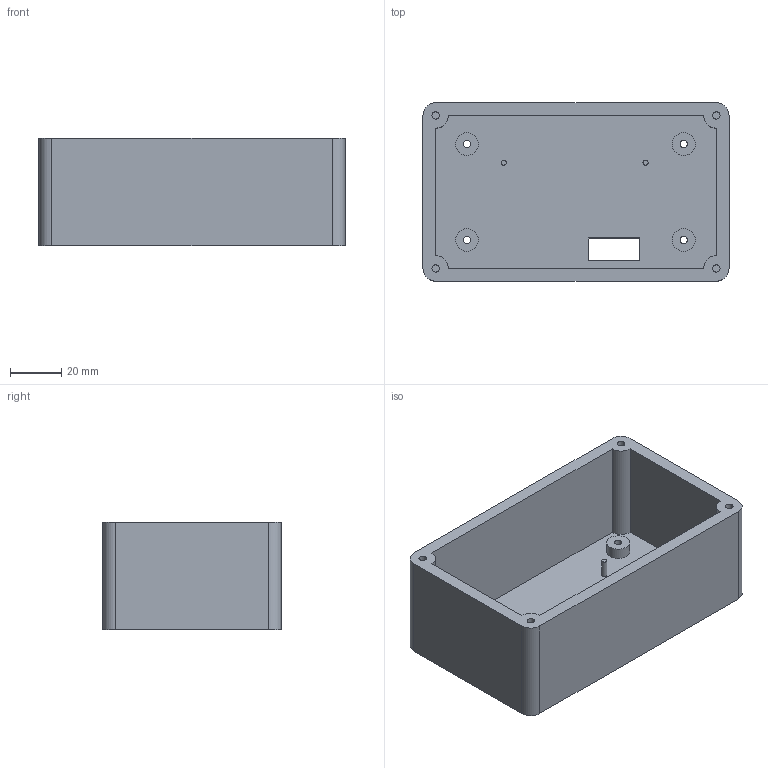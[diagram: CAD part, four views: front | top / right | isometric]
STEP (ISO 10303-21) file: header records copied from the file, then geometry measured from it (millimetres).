
FILE_DESCRIPTION(/* description */ (''),/* implementation_level */ '2;1');
FILE_NAME(/* name */ 'Case_Increased_Height.step',/* time_stamp */ '2025-04-07T16:51:48+03:00',/* author */ (''),/* organization */ (''),/* preprocessor_version */ 'ST-DEVELOPER v20.1',/* originating_system */ 'Autodesk Translation Framework v14.4.0.0',/* authorisation */ '');
FILE_SCHEMA (('AUTOMOTIVE_DESIGN { 1 0 10303 214 3 1 1 }'));
Length unit declared in the file: millimetre
Products named in the file (1): Case
Bounding box: 120 x 70 x 42 mm (x, y, z)
Volume: 90907.9 mm3; surface area: 47271.4 mm2
Topology: 1 solids, 1 shells, 47 faces, 102 edges, 68 vertices
Faces by surface type: plane 25, cylinder 22
Full cylindrical faces by diameter (mm): 2 x2, 2.93 x8, 9 x4
Entity records: 1353 total; most frequent: DIRECTION 242, CARTESIAN_POINT 218, ORIENTED_EDGE 204, EDGE_CURVE 102, AXIS2_PLACEMENT_3D 92, EDGE_LOOP 68, VERTEX_POINT 68, LINE 58
